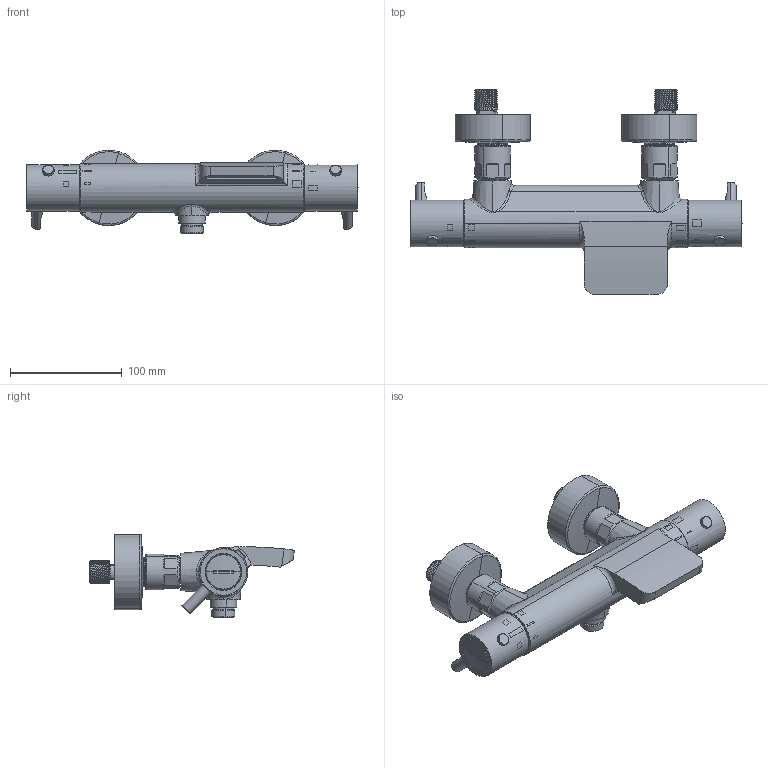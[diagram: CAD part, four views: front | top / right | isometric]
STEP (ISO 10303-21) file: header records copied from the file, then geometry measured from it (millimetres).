
FILE_DESCRIPTION (( 'STEP AP203' ), '1' );
FILE_NAME ('39CP07524.STEP', '2024-01-18T09:41:15', ( '' ), ( '' ), 'SwSTEP 2.0', 'SolidWorks 2021', '' );
FILE_SCHEMA (( 'CONFIG_CONTROL_DESIGN' ));
Length unit declared in the file: millimetre
Products named in the file (1): 39CP07524
Bounding box: 296.9 x 183.13 x 74.55 mm (x, y, z)
Volume: 305141.2 mm3; surface area: 201401.3 mm2
Topology: 19 solids, 19 shells, 1985 faces, 4980 edges, 3071 vertices
Faces by surface type: cylinder 651, bspline 530, plane 504, cone 186, torus 90, sphere 24
Entity records: 113471 total; most frequent: CARTESIAN_POINT 70926, ORIENTED_EDGE 9910, DIRECTION 7542, EDGE_CURVE 4955, VERTEX_POINT 3071, AXIS2_PLACEMENT_3D 2973, EDGE_LOOP 2120, ADVANCED_FACE 1985
